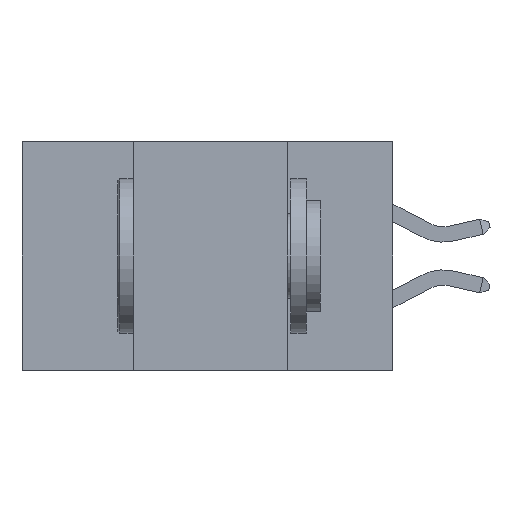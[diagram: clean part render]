
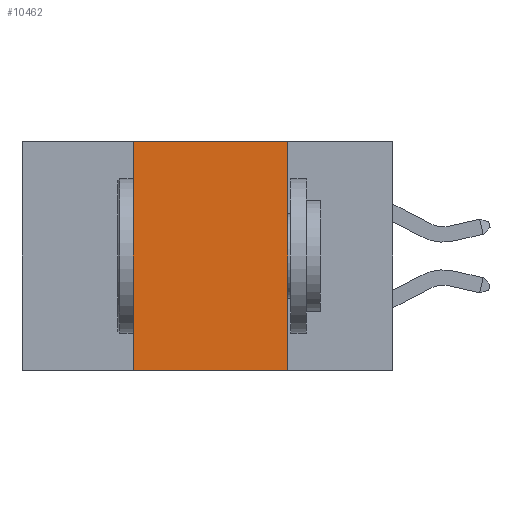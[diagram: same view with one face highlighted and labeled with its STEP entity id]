
A CAD part, left-side view. The second image highlights one B-rep face of the part: STEP entity #10462.
In plain terms, the highlighted planar face has unit normal (-1, 0, 0).
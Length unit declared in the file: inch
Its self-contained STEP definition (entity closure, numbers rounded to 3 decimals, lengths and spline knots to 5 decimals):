
#245 = VECTOR ( 'NONE', #15492, 39.37008 ) ;
#1400 = VECTOR ( 'NONE', #11417, 39.37008 ) ;
#3608 = VECTOR ( 'NONE', #5035, 39.37008 ) ;
#4543 = CARTESIAN_POINT ( 'NONE',  ( 0., 0.42, -0.37 ) ) ;
#5035 = DIRECTION ( 'NONE',  ( 0., 0., 1. ) ) ;
#5763 = ORIENTED_EDGE ( 'NONE', *, *, #13504, .T. ) ;
#7255 = CARTESIAN_POINT ( 'NONE',  ( 0., 0.42, 0. ) ) ;
#7333 = CARTESIAN_POINT ( 'NONE',  ( 0., 0.6, 0. ) ) ;
#7883 = FACE_OUTER_BOUND ( 'NONE', #16223, .T. ) ;
#8674 = LINE ( 'NONE', #17659, #22109 ) ;
#8859 = LINE ( 'NONE', #17837, #3608 ) ;
#9209 = DIRECTION ( 'NONE',  ( 0., 0., -1. ) ) ;
#9618 = LINE ( 'NONE', #22814, #245 ) ;
#10141 = AXIS2_PLACEMENT_3D ( 'NONE', #7333, #20389, #9209 ) ;
#10462 = ADVANCED_FACE ( 'NONE', ( #7883 ), #18573, .F. ) ;
#11417 = DIRECTION ( 'NONE',  ( 0., -1., 0. ) ) ;
#11463 = VERTEX_POINT ( 'NONE', #17629 ) ;
#12252 = VERTEX_POINT ( 'NONE', #7255 ) ;
#12610 = ORIENTED_EDGE ( 'NONE', *, *, #23539, .F. ) ;
#12772 = VERTEX_POINT ( 'NONE', #21774 ) ;
#13123 = ORIENTED_EDGE ( 'NONE', *, *, #19577, .F. ) ;
#13504 = EDGE_CURVE ( 'NONE', #17630, #11463, #19766, .T. ) ;
#13786 = EDGE_CURVE ( 'NONE', #12252, #12772, #8674, .T. ) ;
#15492 = DIRECTION ( 'NONE',  ( 0., 0., -1. ) ) ;
#15696 = DIRECTION ( 'NONE',  ( 0., -1., 0. ) ) ;
#16223 = EDGE_LOOP ( 'NONE', ( #13123, #22882, #12610, #5763 ) ) ;
#16591 = CARTESIAN_POINT ( 'NONE',  ( 0., 0.6, -0.37 ) ) ;
#17629 = CARTESIAN_POINT ( 'NONE',  ( 0., 0.17, -0.37 ) ) ;
#17630 = VERTEX_POINT ( 'NONE', #4543 ) ;
#17659 = CARTESIAN_POINT ( 'NONE',  ( 0., 0.6, 0. ) ) ;
#17837 = CARTESIAN_POINT ( 'NONE',  ( 0., 0.42, 0. ) ) ;
#18573 = PLANE ( 'NONE',  #10141 ) ;
#19577 = EDGE_CURVE ( 'NONE', #12772, #11463, #9618, .T. ) ;
#19766 = LINE ( 'NONE', #16591, #1400 ) ;
#20389 = DIRECTION ( 'NONE',  ( 1., 0., 0. ) ) ;
#21774 = CARTESIAN_POINT ( 'NONE',  ( 0., 0.17, 0. ) ) ;
#22109 = VECTOR ( 'NONE', #15696, 39.37008 ) ;
#22814 = CARTESIAN_POINT ( 'NONE',  ( 0., 0.17, 0. ) ) ;
#22882 = ORIENTED_EDGE ( 'NONE', *, *, #13786, .F. ) ;
#23539 = EDGE_CURVE ( 'NONE', #17630, #12252, #8859, .T. ) ;
